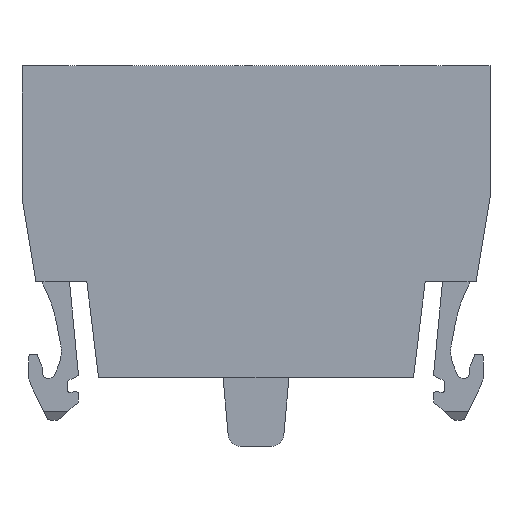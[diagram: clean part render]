
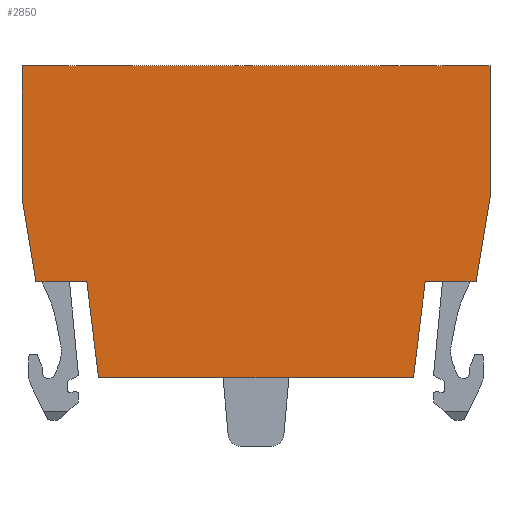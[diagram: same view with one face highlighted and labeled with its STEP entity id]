
A CAD part, left-side view. The second image highlights one B-rep face of the part: STEP entity #2850.
In plain terms, the highlighted planar face has unit normal (-1, 0, 0).
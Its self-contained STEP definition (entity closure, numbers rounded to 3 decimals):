
#132=CARTESIAN_POINT('',(0.,39.,26.));
#133=VERTEX_POINT('',#132);
#140=CARTESIAN_POINT('',(0.,0.,26.));
#141=VERTEX_POINT('',#140);
#142=CARTESIAN_POINT('',(0.,39.,26.));
#143=DIRECTION('',(0.,-1.,0.));
#144=VECTOR('',#143,39.);
#145=LINE('',#142,#144);
#146=EDGE_CURVE('',#133,#141,#145,.T.);
#2462=CARTESIAN_POINT('',(0.,0.,15.));
#2463=VERTEX_POINT('',#2462);
#2464=CARTESIAN_POINT('',(0.,0.,26.));
#2465=DIRECTION('',(0.,0.,-1.));
#2466=VECTOR('',#2465,11.);
#2467=LINE('',#2464,#2466);
#2468=EDGE_CURVE('',#141,#2463,#2467,.T.);
#2492=CARTESIAN_POINT('',(0.,1.152,7.999));
#2493=VERTEX_POINT('',#2492);
#2494=CARTESIAN_POINT('',(0.,0.,15.));
#2495=DIRECTION('',(0.,0.162,-0.987));
#2496=VECTOR('',#2495,7.095);
#2497=LINE('',#2494,#2496);
#2498=EDGE_CURVE('',#2463,#2493,#2497,.T.);
#2539=CARTESIAN_POINT('',(0.,5.4,7.999));
#2540=VERTEX_POINT('',#2539);
#2541=CARTESIAN_POINT('',(0.,1.152,7.999));
#2542=DIRECTION('',(0.,1.,0.));
#2543=VECTOR('',#2542,4.248);
#2544=LINE('',#2541,#2543);
#2545=EDGE_CURVE('',#2493,#2540,#2544,.T.);
#2570=CARTESIAN_POINT('',(0.,6.382,-0.));
#2571=VERTEX_POINT('',#2570);
#2572=CARTESIAN_POINT('',(0.,5.4,7.999));
#2573=DIRECTION('',(0.,0.122,-0.993));
#2574=VECTOR('',#2573,8.059);
#2575=LINE('',#2572,#2574);
#2576=EDGE_CURVE('',#2540,#2571,#2575,.T.);
#2635=CARTESIAN_POINT('',(0.,32.618,0.));
#2636=VERTEX_POINT('',#2635);
#2637=CARTESIAN_POINT('',(0.,6.382,0.));
#2638=DIRECTION('',(0.,1.,0.));
#2639=VECTOR('',#2638,26.235);
#2640=LINE('',#2637,#2639);
#2641=EDGE_CURVE('',#2571,#2636,#2640,.T.);
#2666=CARTESIAN_POINT('',(0.,33.6,7.999));
#2667=VERTEX_POINT('',#2666);
#2668=CARTESIAN_POINT('',(0.,32.618,0.));
#2669=DIRECTION('',(0.,0.122,0.993));
#2670=VECTOR('',#2669,8.059);
#2671=LINE('',#2668,#2670);
#2672=EDGE_CURVE('',#2636,#2667,#2671,.T.);
#2713=CARTESIAN_POINT('',(0.,37.848,7.999));
#2714=VERTEX_POINT('',#2713);
#2715=CARTESIAN_POINT('',(0.,33.6,7.999));
#2716=DIRECTION('',(0.,1.,0.));
#2717=VECTOR('',#2716,4.248);
#2718=LINE('',#2715,#2717);
#2719=EDGE_CURVE('',#2667,#2714,#2718,.T.);
#2744=CARTESIAN_POINT('',(0.,39.,15.));
#2745=VERTEX_POINT('',#2744);
#2746=CARTESIAN_POINT('',(0.,37.848,7.999));
#2747=DIRECTION('',(0.,0.162,0.987));
#2748=VECTOR('',#2747,7.095);
#2749=LINE('',#2746,#2748);
#2750=EDGE_CURVE('',#2714,#2745,#2749,.T.);
#2799=CARTESIAN_POINT('',(0.,39.,15.));
#2800=DIRECTION('',(0.,0.,1.));
#2801=VECTOR('',#2800,11.);
#2802=LINE('',#2799,#2801);
#2803=EDGE_CURVE('',#2745,#133,#2802,.T.);
#2833=CARTESIAN_POINT('',(0.,0.,0.));
#2834=DIRECTION('',(1.,0.,0.));
#2835=DIRECTION('',(0.,0.,-1.));
#2836=AXIS2_PLACEMENT_3D('',#2833,#2834,#2835);
#2837=PLANE('',#2836);
#2838=ORIENTED_EDGE('',*,*,#146,.F.);
#2839=ORIENTED_EDGE('',*,*,#2803,.F.);
#2840=ORIENTED_EDGE('',*,*,#2750,.F.);
#2841=ORIENTED_EDGE('',*,*,#2719,.F.);
#2842=ORIENTED_EDGE('',*,*,#2672,.F.);
#2843=ORIENTED_EDGE('',*,*,#2641,.F.);
#2844=ORIENTED_EDGE('',*,*,#2576,.F.);
#2845=ORIENTED_EDGE('',*,*,#2545,.F.);
#2846=ORIENTED_EDGE('',*,*,#2498,.F.);
#2847=ORIENTED_EDGE('',*,*,#2468,.F.);
#2848=EDGE_LOOP('',(#2838,#2839,#2840,#2841,#2842,#2843,#2844,#2845,#2846,#2847));
#2849=FACE_BOUND('',#2848,.T.);
#2850=ADVANCED_FACE('',(#2849),#2837,.F.);
